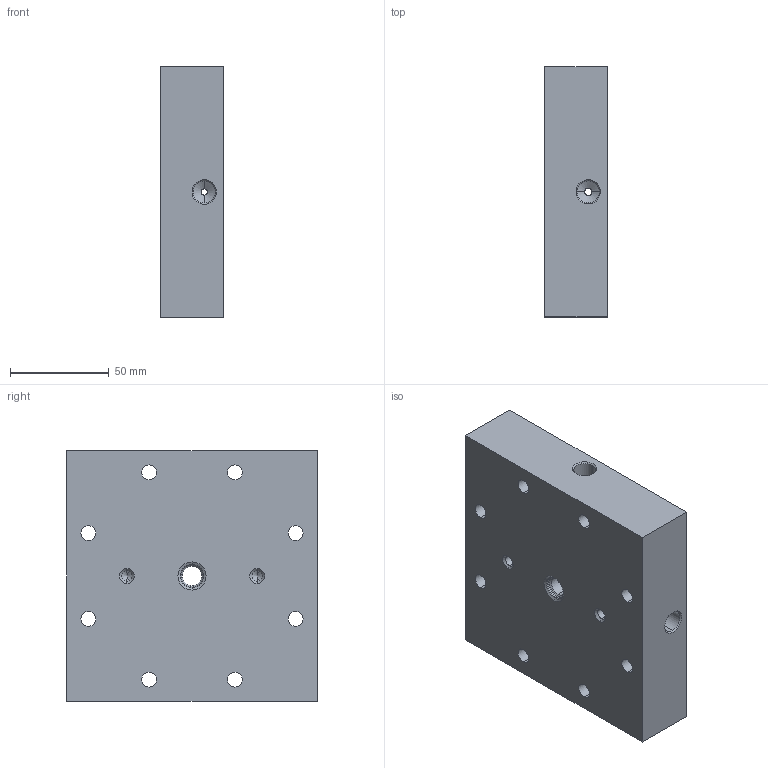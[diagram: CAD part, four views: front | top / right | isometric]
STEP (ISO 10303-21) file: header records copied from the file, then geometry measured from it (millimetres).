
FILE_DESCRIPTION (( 'STEP AP214' ), '1' );
FILE_NAME ('Injector V4.STEP', '2024-04-19T04:08:39', ( '' ), ( '' ), 'SwSTEP 2.0', 'SolidWorks 2024', '' );
FILE_SCHEMA (( 'AUTOMOTIVE_DESIGN' ));
Length unit declared in the file: inch
Products named in the file (1): Injector V4
Bounding box: 31.75 x 127 x 127 mm (x, y, z)
Volume: 460387 mm3; surface area: 59856.3 mm2
Topology: 1 solids, 1 shells, 83 faces, 198 edges, 114 vertices
Faces by surface type: cylinder 42, cone 30, plane 7, torus 4
Entity records: 2635 total; most frequent: CARTESIAN_POINT 604, DIRECTION 454, ORIENTED_EDGE 388, EDGE_CURVE 194, AXIS2_PLACEMENT_3D 184, VERTEX_POINT 114, EDGE_LOOP 110, CIRCLE 100
